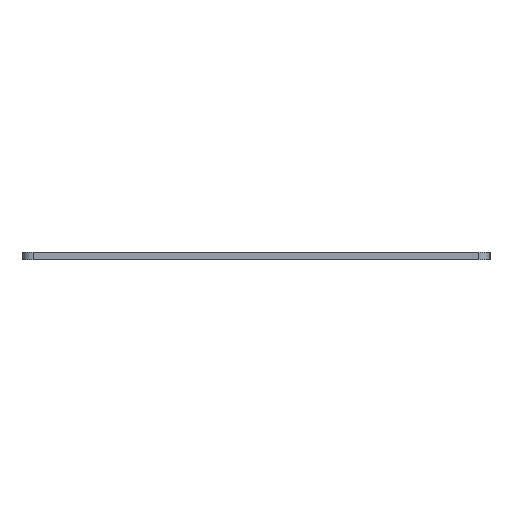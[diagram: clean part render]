
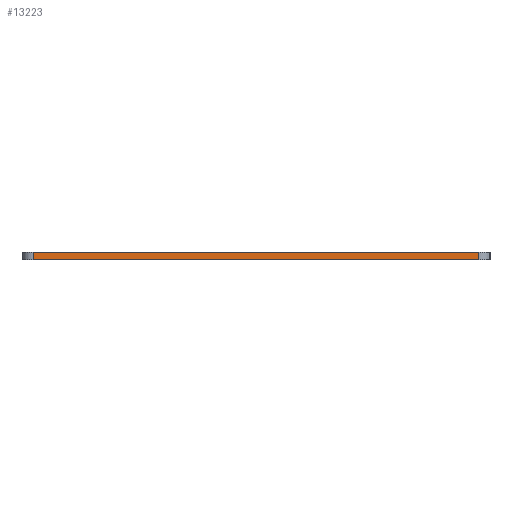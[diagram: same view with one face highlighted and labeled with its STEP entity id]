
A CAD part, left-side view. The second image highlights one B-rep face of the part: STEP entity #13223.
In plain terms, the highlighted planar face has unit normal (-1, 0, 0).
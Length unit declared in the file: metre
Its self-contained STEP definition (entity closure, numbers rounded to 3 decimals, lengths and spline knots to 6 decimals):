
#47=PLANE('',#13998);
#500=LINE('',#19733,#1848);
#501=LINE('',#19737,#1849);
#502=LINE('',#19739,#1850);
#503=LINE('',#19741,#1851);
#1848=VECTOR('',#15667,1.);
#1849=VECTOR('',#15672,1.);
#1850=VECTOR('',#15673,1.);
#1851=VECTOR('',#15674,1.);
#3354=ORIENTED_EDGE('',*,*,#7337,.T.);
#3355=ORIENTED_EDGE('',*,*,#7338,.F.);
#3356=ORIENTED_EDGE('',*,*,#7339,.F.);
#3357=ORIENTED_EDGE('',*,*,#7335,.T.);
#7335=EDGE_CURVE('',#9291,#9290,#500,.T.);
#7337=EDGE_CURVE('',#9290,#9292,#501,.T.);
#7338=EDGE_CURVE('',#9293,#9292,#502,.T.);
#7339=EDGE_CURVE('',#9291,#9293,#503,.T.);
#9290=VERTEX_POINT('',#19732);
#9291=VERTEX_POINT('',#19734);
#9292=VERTEX_POINT('',#19738);
#9293=VERTEX_POINT('',#19740);
#11239=EDGE_LOOP('',(#3354,#3355,#3356,#3357));
#12061=FACE_BOUND('',#11239,.T.);
#13223=ADVANCED_FACE('',(#12061),#47,.F.);
#13998=AXIS2_PLACEMENT_3D('',#19736,#15670,#15671);
#15667=DIRECTION('',(0.,0.,-1.));
#15670=DIRECTION('',(1.,0.,0.));
#15671=DIRECTION('',(0.,0.,-1.));
#15672=DIRECTION('',(0.,-1.,0.));
#15673=DIRECTION('',(0.,0.,-1.));
#15674=DIRECTION('',(0.,-1.,0.));
#19732=CARTESIAN_POINT('',(-0.1524,0.045375,0.));
#19733=CARTESIAN_POINT('',(-0.1524,0.045375,0.0015));
#19734=CARTESIAN_POINT('',(-0.1524,0.045375,0.0015));
#19736=CARTESIAN_POINT('',(-0.1524,0.,0.0015));
#19737=CARTESIAN_POINT('',(-0.1524,0.,0.));
#19738=CARTESIAN_POINT('',(-0.1524,-0.045375,0.));
#19739=CARTESIAN_POINT('',(-0.1524,-0.045375,0.0015));
#19740=CARTESIAN_POINT('',(-0.1524,-0.045375,0.0015));
#19741=CARTESIAN_POINT('',(-0.1524,0.,0.0015));
